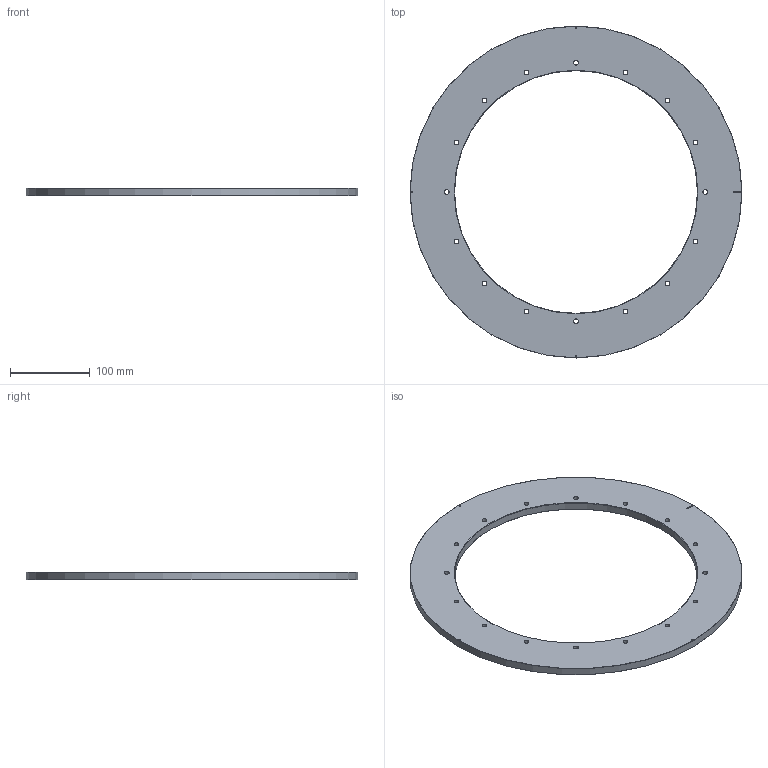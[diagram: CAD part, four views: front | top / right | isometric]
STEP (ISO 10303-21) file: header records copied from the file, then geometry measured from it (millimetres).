
FILE_DESCRIPTION(/* description */ (''),/* implementation_level */ '2;1');
FILE_NAME(/* name */ 'LA-9517-4859-02_A.stp',/* time_stamp */ '2017-09-20T15:05:48+01:00',/* author */ (''),/* organization */ (''),/* preprocessor_version */ 'ST-DEVELOPER v16',/* originating_system */ 'SIEMENS PLM Software NX 10.0',/* authorisation */ '');
FILE_SCHEMA (('AUTOMOTIVE_DESIGN { 1 0 10303 214 3 1 1 1 }'));
Length unit declared in the file: millimetre
Products named in the file (1): LA-9517-4859-02_A
Bounding box: 417.22 x 417.22 x 10 mm (x, y, z)
Volume: 620818.2 mm3; surface area: 151170.7 mm2
Topology: 1 solids, 1 shells, 35 faces, 112 edges, 80 vertices
Faces by surface type: cylinder 19, cone 9, plane 7
Full cylindrical faces by diameter (mm): 6 x16, 305.02 x1, 345 x1, 417.22 x1
Entity records: 1105 total; most frequent: CARTESIAN_POINT 239, DIRECTION 175, ORIENTED_EDGE 120, EDGE_LOOP 97, FACE_BOUND 96, AXIS2_PLACEMENT_3D 83, EDGE_CURVE 60, VERTEX_POINT 59
